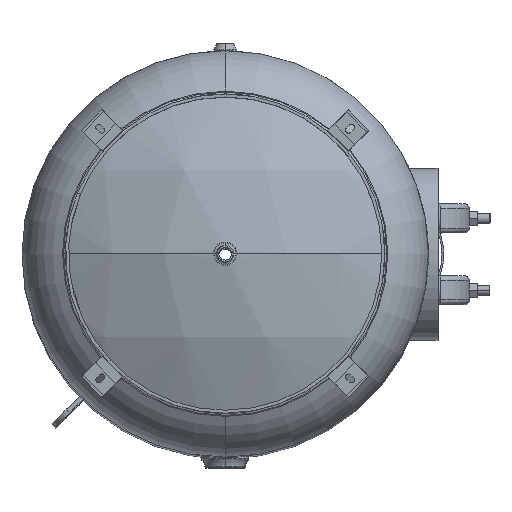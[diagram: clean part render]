
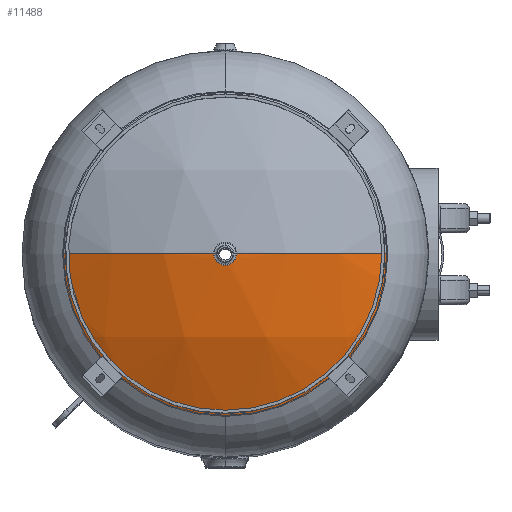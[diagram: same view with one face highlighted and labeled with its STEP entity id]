
A CAD part, top view. The second image highlights one B-rep face of the part: STEP entity #11488.
In plain terms, the highlighted spherical face has radius 960.12 mm.
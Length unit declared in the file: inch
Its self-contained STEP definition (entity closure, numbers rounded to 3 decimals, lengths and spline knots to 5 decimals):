
#1334 = DIRECTION ( 'NONE',  ( -1., 0., 0. ) ) ;
#1336 = DIRECTION ( 'NONE',  ( 0., 0., 1. ) ) ;
#1337 = CARTESIAN_POINT ( 'NONE',  ( 0., 0., 58.48981 ) ) ;
#2921 = CARTESIAN_POINT ( 'NONE',  ( 0.8775, 0., 58.48981 ) ) ;
#2941 = CARTESIAN_POINT ( 'NONE',  ( 0., -16.8, 54.56148 ) ) ;
#2943 = CARTESIAN_POINT ( 'NONE',  ( 16.8, 0., 54.56148 ) ) ;
#7169 = DIRECTION ( 'NONE',  ( 0., 1., 0. ) ) ;
#7171 = DIRECTION ( 'NONE',  ( 0., 0., -1. ) ) ;
#7172 = CARTESIAN_POINT ( 'NONE',  ( 0., 0., 54.56148 ) ) ;
#7174 = DIRECTION ( 'NONE',  ( 1., 0., 0. ) ) ;
#7176 = DIRECTION ( 'NONE',  ( 0., -1., 0. ) ) ;
#7177 = CARTESIAN_POINT ( 'NONE',  ( 0., 0., 20.7 ) ) ;
#8041 = CIRCLE ( 'NONE', #17359, 0.8775 ) ;
#9001 = CARTESIAN_POINT ( 'NONE',  ( -16.8, 0., 54.56148 ) ) ;
#9163 = CARTESIAN_POINT ( 'NONE',  ( -0.8775, 0., 58.48981 ) ) ;
#10800 = DIRECTION ( 'NONE',  ( 0., 0., 1. ) ) ;
#10803 = CARTESIAN_POINT ( 'NONE',  ( 0., 0., 20.7 ) ) ;
#10981 = DIRECTION ( 'NONE',  ( 0., 1., 0. ) ) ;
#11213 = AXIS2_PLACEMENT_3D ( 'NONE', #17929, #17923, #17922 ) ;
#11488 = ADVANCED_FACE ( 'NONE', ( #17928 ), #17926, .T. ) ;
#11554 = EDGE_CURVE ( 'NONE', #19481, #18813, #15286, .T. ) ;
#11555 = EDGE_CURVE ( 'NONE', #15110, #18813, #15278, .T. ) ;
#11566 = EDGE_CURVE ( 'NONE', #15112, #15110, #15310, .T. ) ;
#11584 = EDGE_CURVE ( 'NONE', #14747, #15112, #15332, .T. ) ;
#12768 = EDGE_CURVE ( 'NONE', #19481, #14747, #8041, .T. ) ;
#13812 = ORIENTED_EDGE ( 'NONE', *, *, #12768, .F. ) ;
#14747 = VERTEX_POINT ( 'NONE', #2921 ) ;
#14754 = EDGE_LOOP ( 'NONE', ( #13812, #19474, #19473, #19472, #19471 ) ) ;
#15110 = VERTEX_POINT ( 'NONE', #2941 ) ;
#15112 = VERTEX_POINT ( 'NONE', #2943 ) ;
#15240 = AXIS2_PLACEMENT_3D ( 'NONE', #7177, #7176, #7174 ) ;
#15278 = CIRCLE ( 'NONE', #15295, 16.8 ) ;
#15286 = CIRCLE ( 'NONE', #15240, 37.8 ) ;
#15295 = AXIS2_PLACEMENT_3D ( 'NONE', #7172, #7171, #7169 ) ;
#15310 = CIRCLE ( 'NONE', #15319, 16.8 ) ;
#15319 = AXIS2_PLACEMENT_3D ( 'NONE', #17042, #17040, #17039 ) ;
#15332 = CIRCLE ( 'NONE', #15334, 37.8 ) ;
#15334 = AXIS2_PLACEMENT_3D ( 'NONE', #10803, #10981, #10800 ) ;
#17039 = DIRECTION ( 'NONE',  ( 0., 1., 0. ) ) ;
#17040 = DIRECTION ( 'NONE',  ( 0., 0., -1. ) ) ;
#17042 = CARTESIAN_POINT ( 'NONE',  ( 0., 0., 54.56148 ) ) ;
#17359 = AXIS2_PLACEMENT_3D ( 'NONE', #1337, #1336, #1334 ) ;
#17922 = DIRECTION ( 'NONE',  ( 1., 0., 0. ) ) ;
#17923 = DIRECTION ( 'NONE',  ( 0., -1., 0. ) ) ;
#17926 = SPHERICAL_SURFACE ( 'NONE', #11213, 37.8 ) ;
#17928 = FACE_OUTER_BOUND ( 'NONE', #14754, .T. ) ;
#17929 = CARTESIAN_POINT ( 'NONE',  ( 0., 0., 20.7 ) ) ;
#18813 = VERTEX_POINT ( 'NONE', #9001 ) ;
#19471 = ORIENTED_EDGE ( 'NONE', *, *, #11584, .F. ) ;
#19472 = ORIENTED_EDGE ( 'NONE', *, *, #11566, .F. ) ;
#19473 = ORIENTED_EDGE ( 'NONE', *, *, #11555, .F. ) ;
#19474 = ORIENTED_EDGE ( 'NONE', *, *, #11554, .T. ) ;
#19481 = VERTEX_POINT ( 'NONE', #9163 ) ;
